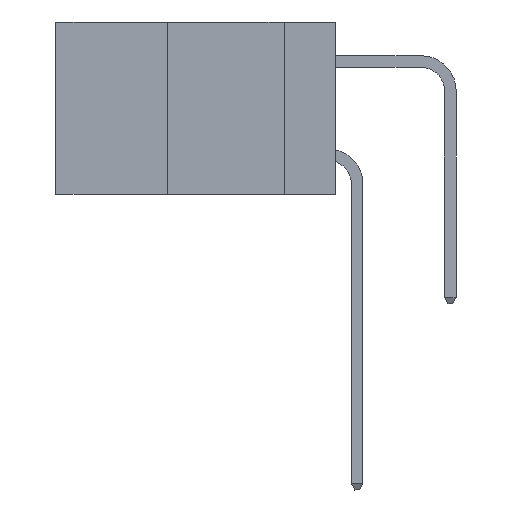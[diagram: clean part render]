
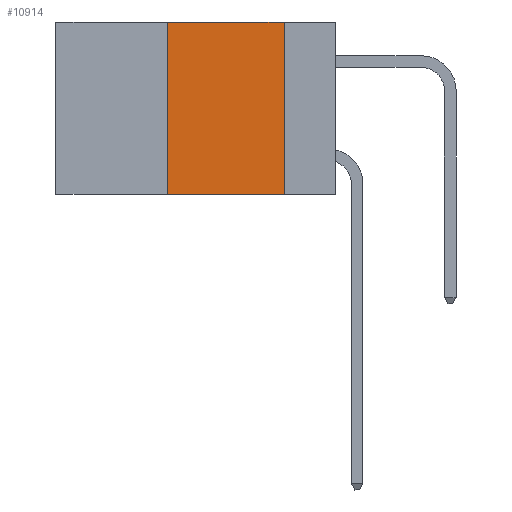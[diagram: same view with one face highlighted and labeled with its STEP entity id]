
A CAD part, left-side view. The second image highlights one B-rep face of the part: STEP entity #10914.
In plain terms, the highlighted planar face has unit normal (-1, 0, 0).
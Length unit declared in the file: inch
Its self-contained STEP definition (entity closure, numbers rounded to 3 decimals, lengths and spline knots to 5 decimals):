
#126 = DIRECTION ( 'NONE',  ( 0., 0., 1. ) ) ;
#388 = CARTESIAN_POINT ( 'NONE',  ( 0., 0.36, 0. ) ) ;
#1099 = LINE ( 'NONE', #12642, #4509 ) ;
#2114 = CARTESIAN_POINT ( 'NONE',  ( 0., 0.11, -0.37 ) ) ;
#2131 = EDGE_CURVE ( 'NONE', #13338, #11896, #10154, .T. ) ;
#2961 = EDGE_CURVE ( 'NONE', #6404, #7291, #1099, .T. ) ;
#2973 = CARTESIAN_POINT ( 'NONE',  ( 0., 0.6, 0. ) ) ;
#4394 = EDGE_LOOP ( 'NONE', ( #4600, #4668, #4705, #4808 ) ) ;
#4446 = VECTOR ( 'NONE', #126, 39.37008 ) ;
#4509 = VECTOR ( 'NONE', #12526, 39.37008 ) ;
#4600 = ORIENTED_EDGE ( 'NONE', *, *, #9343, .F. ) ;
#4668 = ORIENTED_EDGE ( 'NONE', *, *, #2961, .F. ) ;
#4684 = CARTESIAN_POINT ( 'NONE',  ( 0., 0.11, 0. ) ) ;
#4705 = ORIENTED_EDGE ( 'NONE', *, *, #7583, .F. ) ;
#4808 = ORIENTED_EDGE ( 'NONE', *, *, #2131, .T. ) ;
#4923 = FACE_OUTER_BOUND ( 'NONE', #4394, .T. ) ;
#5560 = DIRECTION ( 'NONE',  ( 0., 0., -1. ) ) ;
#6358 = CARTESIAN_POINT ( 'NONE',  ( 0., 0.36, -0.37 ) ) ;
#6404 = VERTEX_POINT ( 'NONE', #388 ) ;
#6979 = VECTOR ( 'NONE', #10251, 39.37008 ) ;
#7128 = DIRECTION ( 'NONE',  ( 0., -1., 0. ) ) ;
#7291 = VERTEX_POINT ( 'NONE', #4684 ) ;
#7523 = CARTESIAN_POINT ( 'NONE',  ( 0., 0.6, -0.37 ) ) ;
#7583 = EDGE_CURVE ( 'NONE', #13338, #6404, #14633, .T. ) ;
#8970 = CARTESIAN_POINT ( 'NONE',  ( 0., 0.11, 0. ) ) ;
#9343 = EDGE_CURVE ( 'NONE', #7291, #11896, #10785, .T. ) ;
#9749 = VECTOR ( 'NONE', #7128, 39.37008 ) ;
#10154 = LINE ( 'NONE', #7523, #9749 ) ;
#10251 = DIRECTION ( 'NONE',  ( 0., 0., -1. ) ) ;
#10650 = PLANE ( 'NONE',  #14187 ) ;
#10785 = LINE ( 'NONE', #8970, #6979 ) ;
#10914 = ADVANCED_FACE ( 'NONE', ( #4923 ), #10650, .F. ) ;
#11896 = VERTEX_POINT ( 'NONE', #2114 ) ;
#12526 = DIRECTION ( 'NONE',  ( 0., -1., 0. ) ) ;
#12642 = CARTESIAN_POINT ( 'NONE',  ( 0., 0.6, 0. ) ) ;
#13212 = DIRECTION ( 'NONE',  ( 1., 0., 0. ) ) ;
#13338 = VERTEX_POINT ( 'NONE', #6358 ) ;
#14157 = CARTESIAN_POINT ( 'NONE',  ( 0., 0.36, 0. ) ) ;
#14187 = AXIS2_PLACEMENT_3D ( 'NONE', #2973, #13212, #5560 ) ;
#14633 = LINE ( 'NONE', #14157, #4446 ) ;
